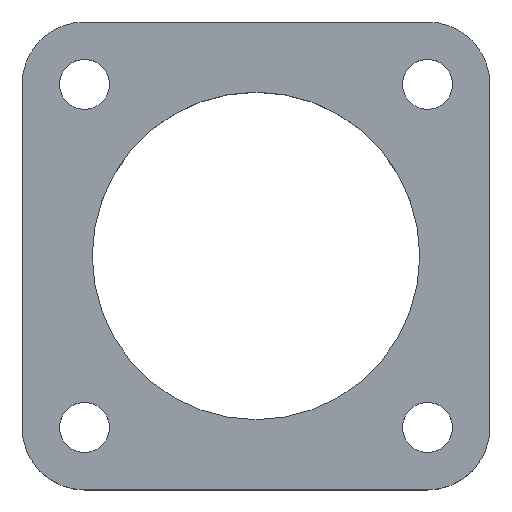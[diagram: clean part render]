
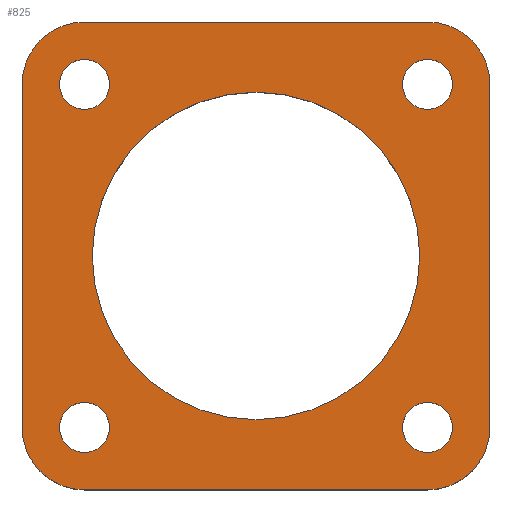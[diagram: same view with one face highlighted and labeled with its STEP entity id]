
A CAD part, top view. The second image highlights one B-rep face of the part: STEP entity #825.
In plain terms, the highlighted planar face has unit normal (0, 0, 1).
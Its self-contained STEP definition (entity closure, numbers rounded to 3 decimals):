
#33=FACE_BOUND('',#151,.T.);
#34=FACE_BOUND('',#152,.T.);
#35=FACE_BOUND('',#153,.T.);
#36=FACE_BOUND('',#154,.T.);
#37=FACE_BOUND('',#155,.T.);
#42=CIRCLE('',#873,4.);
#48=CIRCLE('',#882,4.);
#49=CIRCLE('',#885,4.);
#50=CIRCLE('',#887,4.);
#51=CIRCLE('',#889,1.6);
#52=CIRCLE('',#891,1.6);
#53=CIRCLE('',#893,1.6);
#54=CIRCLE('',#895,10.5);
#55=CIRCLE('',#897,1.6);
#98=FACE_OUTER_BOUND('',#150,.T.);
#150=EDGE_LOOP('',(#736,#737,#738,#739,#740,#741,#742,#743));
#151=EDGE_LOOP('',(#744));
#152=EDGE_LOOP('',(#745));
#153=EDGE_LOOP('',(#746));
#154=EDGE_LOOP('',(#747));
#155=EDGE_LOOP('',(#748));
#232=LINE('',#1289,#325);
#238=LINE('',#1312,#331);
#247=LINE('',#1343,#340);
#248=LINE('',#1345,#341);
#325=VECTOR('',#1051,10.);
#331=VECTOR('',#1073,10.);
#340=VECTOR('',#1112,10.);
#341=VECTOR('',#1115,10.);
#394=VERTEX_POINT('',#1276);
#395=VERTEX_POINT('',#1277);
#399=VERTEX_POINT('',#1287);
#406=VERTEX_POINT('',#1305);
#407=VERTEX_POINT('',#1306);
#408=VERTEX_POINT('',#1311);
#409=VERTEX_POINT('',#1315);
#410=VERTEX_POINT('',#1319);
#411=VERTEX_POINT('',#1323);
#412=VERTEX_POINT('',#1327);
#413=VERTEX_POINT('',#1331);
#414=VERTEX_POINT('',#1335);
#415=VERTEX_POINT('',#1339);
#492=EDGE_CURVE('',#394,#395,#42,.T.);
#498=EDGE_CURVE('',#394,#399,#232,.T.);
#506=EDGE_CURVE('',#406,#407,#48,.T.);
#509=EDGE_CURVE('',#408,#407,#238,.T.);
#511=EDGE_CURVE('',#408,#409,#49,.T.);
#513=EDGE_CURVE('',#410,#399,#50,.T.);
#515=EDGE_CURVE('',#411,#411,#51,.T.);
#517=EDGE_CURVE('',#412,#412,#52,.T.);
#519=EDGE_CURVE('',#413,#413,#53,.T.);
#521=EDGE_CURVE('',#414,#414,#54,.T.);
#523=EDGE_CURVE('',#415,#415,#55,.T.);
#525=EDGE_CURVE('',#410,#409,#247,.T.);
#526=EDGE_CURVE('',#406,#395,#248,.T.);
#736=ORIENTED_EDGE('',*,*,#492,.F.);
#737=ORIENTED_EDGE('',*,*,#498,.T.);
#738=ORIENTED_EDGE('',*,*,#513,.F.);
#739=ORIENTED_EDGE('',*,*,#525,.T.);
#740=ORIENTED_EDGE('',*,*,#511,.F.);
#741=ORIENTED_EDGE('',*,*,#509,.T.);
#742=ORIENTED_EDGE('',*,*,#506,.F.);
#743=ORIENTED_EDGE('',*,*,#526,.T.);
#744=ORIENTED_EDGE('',*,*,#523,.T.);
#745=ORIENTED_EDGE('',*,*,#521,.T.);
#746=ORIENTED_EDGE('',*,*,#519,.T.);
#747=ORIENTED_EDGE('',*,*,#517,.T.);
#748=ORIENTED_EDGE('',*,*,#515,.T.);
#782=PLANE('',#900);
#825=ADVANCED_FACE('',(#98,#33,#34,#35,#36,#37),#782,.T.);
#873=AXIS2_PLACEMENT_3D('',#1278,#1041,#1042);
#882=AXIS2_PLACEMENT_3D('',#1307,#1067,#1068);
#885=AXIS2_PLACEMENT_3D('',#1316,#1077,#1078);
#887=AXIS2_PLACEMENT_3D('',#1320,#1082,#1083);
#889=AXIS2_PLACEMENT_3D('',#1324,#1087,#1088);
#891=AXIS2_PLACEMENT_3D('',#1328,#1092,#1093);
#893=AXIS2_PLACEMENT_3D('',#1332,#1097,#1098);
#895=AXIS2_PLACEMENT_3D('',#1336,#1102,#1103);
#897=AXIS2_PLACEMENT_3D('',#1340,#1107,#1108);
#900=AXIS2_PLACEMENT_3D('',#1346,#1116,#1117);
#1041=DIRECTION('center_axis',(0.,0.,-1.));
#1042=DIRECTION('ref_axis',(-0.707,0.707,0.));
#1051=DIRECTION('',(0.,-1.,0.));
#1067=DIRECTION('center_axis',(0.,0.,-1.));
#1068=DIRECTION('ref_axis',(0.707,0.707,0.));
#1073=DIRECTION('',(0.,1.,0.));
#1077=DIRECTION('center_axis',(0.,0.,-1.));
#1078=DIRECTION('ref_axis',(0.707,-0.707,0.));
#1082=DIRECTION('center_axis',(0.,0.,-1.));
#1083=DIRECTION('ref_axis',(-0.707,-0.707,0.));
#1087=DIRECTION('center_axis',(0.,0.,-1.));
#1088=DIRECTION('ref_axis',(1.,0.,0.));
#1092=DIRECTION('center_axis',(0.,0.,-1.));
#1093=DIRECTION('ref_axis',(1.,0.,0.));
#1097=DIRECTION('center_axis',(0.,0.,-1.));
#1098=DIRECTION('ref_axis',(1.,0.,0.));
#1102=DIRECTION('center_axis',(0.,0.,-1.));
#1103=DIRECTION('ref_axis',(1.,0.,0.));
#1107=DIRECTION('center_axis',(0.,0.,-1.));
#1108=DIRECTION('ref_axis',(1.,0.,0.));
#1112=DIRECTION('',(1.,0.,0.));
#1115=DIRECTION('',(-1.,0.,0.));
#1116=DIRECTION('center_axis',(0.,0.,1.));
#1117=DIRECTION('ref_axis',(1.,0.,0.));
#1276=CARTESIAN_POINT('',(-15.,11.,7.));
#1277=CARTESIAN_POINT('',(-11.,15.,7.));
#1278=CARTESIAN_POINT('Origin',(-11.,11.,7.));
#1287=CARTESIAN_POINT('',(-15.,-11.,7.));
#1289=CARTESIAN_POINT('',(-15.,15.,7.));
#1305=CARTESIAN_POINT('',(11.,15.,7.));
#1306=CARTESIAN_POINT('',(15.,11.,7.));
#1307=CARTESIAN_POINT('Origin',(11.,11.,7.));
#1311=CARTESIAN_POINT('',(15.,-11.,7.));
#1312=CARTESIAN_POINT('',(15.,-15.,7.));
#1315=CARTESIAN_POINT('',(11.,-15.,7.));
#1316=CARTESIAN_POINT('Origin',(11.,-11.,7.));
#1319=CARTESIAN_POINT('',(-11.,-15.,7.));
#1320=CARTESIAN_POINT('Origin',(-11.,-11.,7.));
#1323=CARTESIAN_POINT('',(-12.6,-11.,7.));
#1324=CARTESIAN_POINT('Origin',(-11.,-11.,7.));
#1327=CARTESIAN_POINT('',(9.4,-11.,7.));
#1328=CARTESIAN_POINT('Origin',(11.,-11.,7.));
#1331=CARTESIAN_POINT('',(9.4,11.,7.));
#1332=CARTESIAN_POINT('Origin',(11.,11.,7.));
#1335=CARTESIAN_POINT('',(-10.5,0.,7.));
#1336=CARTESIAN_POINT('Origin',(0.,0.,7.));
#1339=CARTESIAN_POINT('',(-12.6,11.,7.));
#1340=CARTESIAN_POINT('Origin',(-11.,11.,7.));
#1343=CARTESIAN_POINT('',(-15.,-15.,7.));
#1345=CARTESIAN_POINT('',(15.,15.,7.));
#1346=CARTESIAN_POINT('Origin',(0.,0.,7.));
